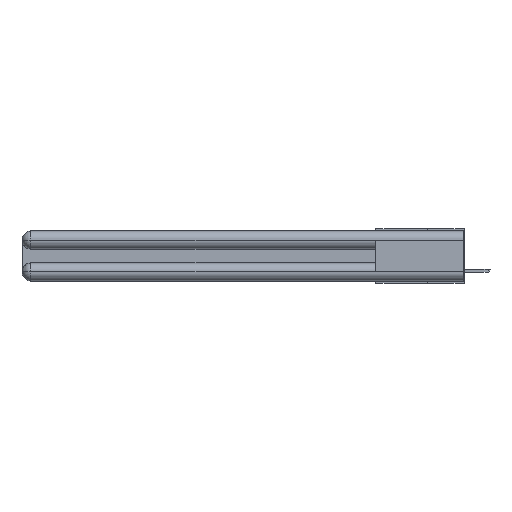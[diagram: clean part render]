
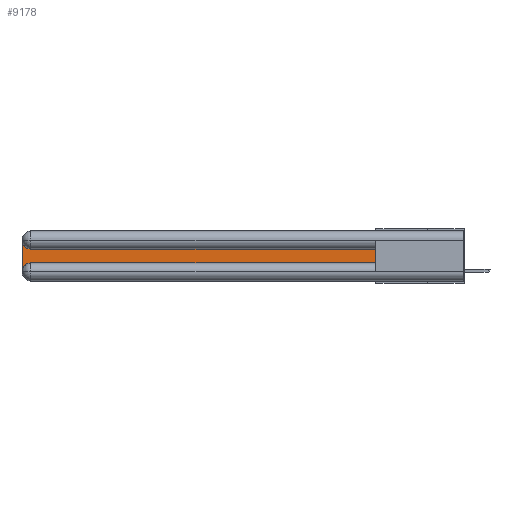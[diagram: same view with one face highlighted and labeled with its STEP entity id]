
A CAD part, left-side view. The second image highlights one B-rep face of the part: STEP entity #9178.
In plain terms, the highlighted planar face has unit normal (-1, 0, 0).
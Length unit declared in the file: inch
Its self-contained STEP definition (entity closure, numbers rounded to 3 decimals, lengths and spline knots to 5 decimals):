
#264 = EDGE_CURVE ( 'NONE', #24398, #3852, #16291, .T. ) ;
#865 = DIRECTION ( 'NONE',  ( 0., 0., 1. ) ) ;
#965 = ORIENTED_EDGE ( 'NONE', *, *, #20229, .T. ) ;
#966 = DIRECTION ( 'NONE',  ( 0., 0., -1. ) ) ;
#1748 = PLANE ( 'NONE',  #18958 ) ;
#2654 = DIRECTION ( 'NONE',  ( 0., 0., -1. ) ) ;
#2789 = VERTEX_POINT ( 'NONE', #12314 ) ;
#2974 = DIRECTION ( 'NONE',  ( 1., 0., 0. ) ) ;
#3852 = VERTEX_POINT ( 'NONE', #8482 ) ;
#4003 = VERTEX_POINT ( 'NONE', #4203 ) ;
#4203 = CARTESIAN_POINT ( 'NONE',  ( 0.075, 3., -0.0625 ) ) ;
#4360 = CARTESIAN_POINT ( 'NONE',  ( 0.075, 2.94, -0.2775 ) ) ;
#4708 = VERTEX_POINT ( 'NONE', #18585 ) ;
#5730 = DIRECTION ( 'NONE',  ( 1., 0., 0. ) ) ;
#5813 = DIRECTION ( 'NONE',  ( 0., 0., -1. ) ) ;
#6456 = DIRECTION ( 'NONE',  ( 0., 0., -1. ) ) ;
#6999 = ORIENTED_EDGE ( 'NONE', *, *, #264, .T. ) ;
#7757 = CARTESIAN_POINT ( 'NONE',  ( 0.075, 3., -0.1225 ) ) ;
#8208 = VECTOR ( 'NONE', #2654, 39.37008 ) ;
#8482 = CARTESIAN_POINT ( 'NONE',  ( 0.075, 2.94, -0.2175 ) ) ;
#8662 = ORIENTED_EDGE ( 'NONE', *, *, #15072, .T. ) ;
#8992 = EDGE_CURVE ( 'NONE', #3852, #2789, #22059, .T. ) ;
#9178 = ADVANCED_FACE ( 'NONE', ( #19999 ), #1748, .F. ) ;
#10020 = AXIS2_PLACEMENT_3D ( 'NONE', #4360, #10497, #6456 ) ;
#10497 = DIRECTION ( 'NONE',  ( 1., 0., 0. ) ) ;
#10734 = LINE ( 'NONE', #16183, #19927 ) ;
#10952 = EDGE_CURVE ( 'NONE', #4708, #4003, #25097, .T. ) ;
#11627 = CARTESIAN_POINT ( 'NONE',  ( 0.075, 0.6, -0.1225 ) ) ;
#12134 = CARTESIAN_POINT ( 'NONE',  ( 0.075, 0.6, -0.2175 ) ) ;
#12314 = CARTESIAN_POINT ( 'NONE',  ( 0.075, 0.6, -0.2175 ) ) ;
#13426 = VECTOR ( 'NONE', #865, 39.37008 ) ;
#15072 = EDGE_CURVE ( 'NONE', #2789, #22429, #21599, .T. ) ;
#15487 = EDGE_LOOP ( 'NONE', ( #17589, #17106, #965, #6999, #22635, #8662 ) ) ;
#16183 = CARTESIAN_POINT ( 'NONE',  ( 0.075, 0.6, -0.1225 ) ) ;
#16291 = CIRCLE ( 'NONE', #10020, 0.06 ) ;
#17106 = ORIENTED_EDGE ( 'NONE', *, *, #10952, .T. ) ;
#17589 = ORIENTED_EDGE ( 'NONE', *, *, #23662, .T. ) ;
#18585 = CARTESIAN_POINT ( 'NONE',  ( 0.075, 2.94, -0.1225 ) ) ;
#18958 = AXIS2_PLACEMENT_3D ( 'NONE', #7757, #5730, #5813 ) ;
#19927 = VECTOR ( 'NONE', #24330, 39.37008 ) ;
#19999 = FACE_OUTER_BOUND ( 'NONE', #15487, .T. ) ;
#20229 = EDGE_CURVE ( 'NONE', #4003, #24398, #21653, .T. ) ;
#20435 = CARTESIAN_POINT ( 'NONE',  ( 0.075, 3., -0.2775 ) ) ;
#21599 = LINE ( 'NONE', #25374, #13426 ) ;
#21653 = LINE ( 'NONE', #21663, #8208 ) ;
#21663 = CARTESIAN_POINT ( 'NONE',  ( 0.075, 3., -0.2175 ) ) ;
#22059 = LINE ( 'NONE', #12134, #24376 ) ;
#22429 = VERTEX_POINT ( 'NONE', #11627 ) ;
#22635 = ORIENTED_EDGE ( 'NONE', *, *, #8992, .T. ) ;
#23382 = AXIS2_PLACEMENT_3D ( 'NONE', #26185, #2974, #966 ) ;
#23662 = EDGE_CURVE ( 'NONE', #22429, #4708, #10734, .T. ) ;
#24330 = DIRECTION ( 'NONE',  ( 0., 1., 0. ) ) ;
#24376 = VECTOR ( 'NONE', #25018, 39.37008 ) ;
#24398 = VERTEX_POINT ( 'NONE', #20435 ) ;
#25018 = DIRECTION ( 'NONE',  ( 0., -1., 0. ) ) ;
#25097 = CIRCLE ( 'NONE', #23382, 0.06 ) ;
#25374 = CARTESIAN_POINT ( 'NONE',  ( 0.075, 0.6, -0.2175 ) ) ;
#26185 = CARTESIAN_POINT ( 'NONE',  ( 0.075, 2.94, -0.0625 ) ) ;
